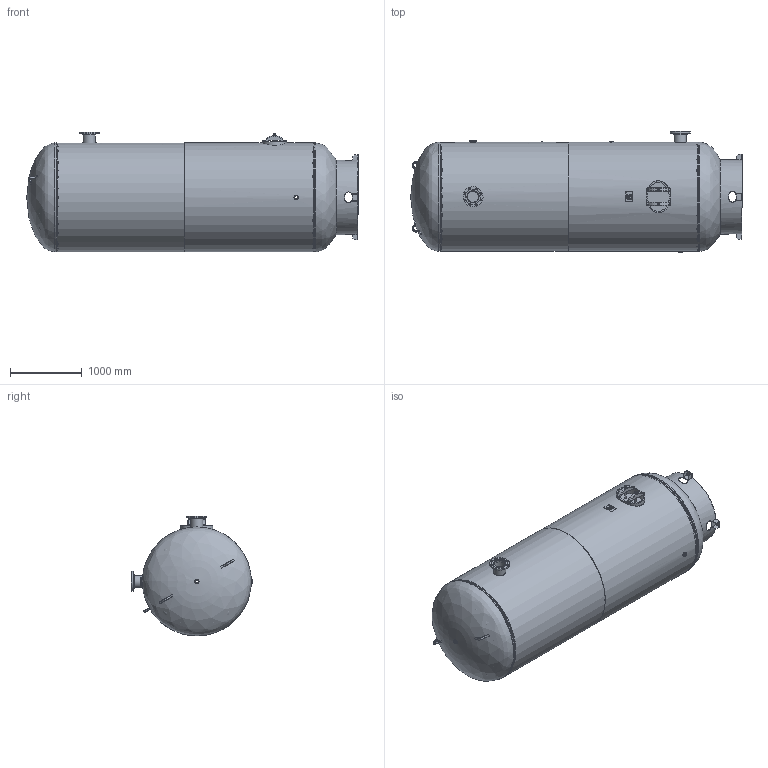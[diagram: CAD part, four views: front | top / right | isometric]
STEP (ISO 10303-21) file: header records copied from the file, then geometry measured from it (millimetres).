
FILE_DESCRIPTION(/* description */ ('60 X 174 150# VERT ASME STOCK 2000 GAL W/6" IN/OUT'),/* implementation_level */ '2;1');
FILE_NAME(/* name */ 'SPVG_A10333.stp',/* time_stamp */ '2020-10-20T08:36:13-05:00',/* author */ ('kim.thoune'),/* organization */ (''),/* preprocessor_version */ 'ST-DEVELOPER v17.2',/* originating_system */ 'Autodesk Inventor 2019',/* authorisation */ '');
FILE_SCHEMA (('AUTOMOTIVE_DESIGN { 1 0 10303 214 3 1 1 }'));
Length unit declared in the file: inch
Products named in the file (21): A10333; 37-2401; 37-2402; A10333-3HD; 910-676MH; A10333-4HD; 910-676MH_1; S102141; S102141-1MAR; S102021; F100250; F101000; F101250; F103001; 46-9163; S102154; 45-596; S102154-2; 60-140; 64-053; 64-784
Assembly tree (29 placements, depth 3):
  A10333
    37-2401
    37-2402
    A10333-3HD
      910-676MH
    A10333-4HD
      910-676MH_1
    S102141
      S102141-1MAR
      S102021  x4
    F100250
    F101000
    F101250  x3
    F103001
    46-9163
    S102154  x2
      45-596
      S102154-2
    60-140
      64-053
    64-784  x4
Bounding box: 4640.24 x 1692.9 x 1675.92 mm (x, y, z)
Volume: 190771827.9 mm3; surface area: 48655713.7 mm2
Topology: 28 solids, 28 shells, 687 faces, 1770 edges, 1172 vertices
Faces by surface type: plane 360, cylinder 177, bspline 88, torus 53, cone 9
Full cylindrical faces by diameter (mm): 6.35 x4, 11.455 x1, 22.225 x20, 23.019 x2, 26.987 x1, 30.302 x1, 43.256 x1, 44.45 x1, 44.856 x3, 46.037 x1, 49.212 x3, 50.8 x3, 53.975 x3, 60.325 x1, 63.5 x3, 82.55 x1, 96.837 x1, 98.425 x1, 107.95 x1, 154.051 x2, 168.275 x2, 170.688 x2, 171.45 x2, 192.1 x2, 215.9 x2, 279.4 x2, 1028.7 x1, 1041.4 x1, 1489.989 x2, 1505.839 x4
Entity records: 22263 total; most frequent: CARTESIAN_POINT 8679, ORIENTED_EDGE 2696, DIRECTION 2515, EDGE_CURVE 1348, AXIS2_PLACEMENT_3D 913, VERTEX_POINT 898, LINE 689, VECTOR 689
